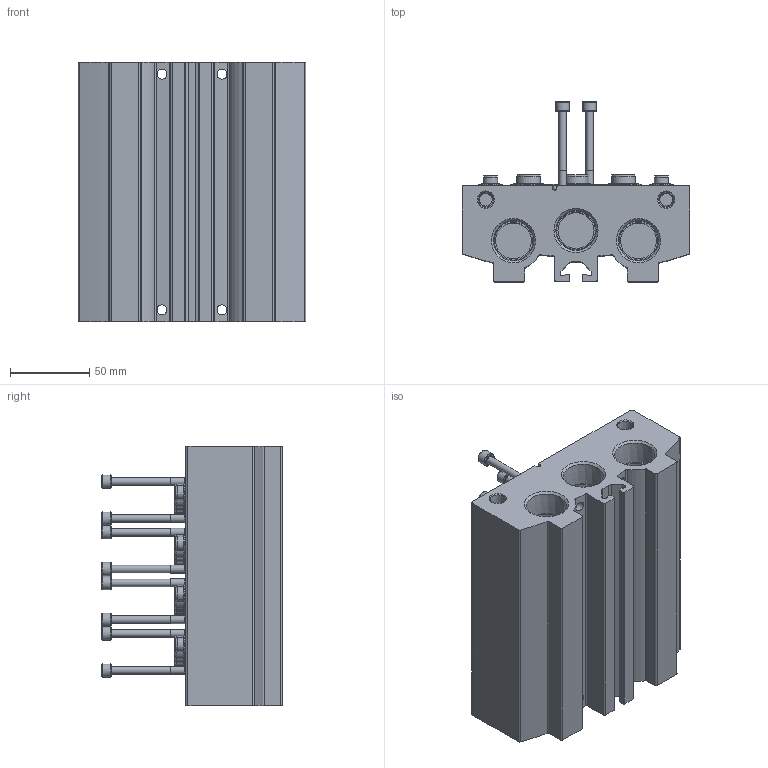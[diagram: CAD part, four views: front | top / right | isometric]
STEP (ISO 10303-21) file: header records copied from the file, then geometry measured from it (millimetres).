
FILE_DESCRIPTION(/* description */ ('STEP AP214'),/* implementation_level */ '2;1');
FILE_NAME(/* name */ '8026370_VABM-B10-30E-N34-4',/* time_stamp */ '2024-09-15T22:48:32+02:00',/* author */ ('License CC BY-ND 4.0'),/* organization */ ('CADENAS'),/* preprocessor_version */ 'ST-DEVELOPER v19.3',/* originating_system */ 'PARTsolutions',/* authorisation */ ' ');
FILE_SCHEMA (('AUTOMOTIVE_DESIGN {1 0 10303 214 3 1 1}'));
Length unit declared in the file: millimetre
Products named in the file (7): 8026370 VABM-B10-30E-N34-4; 8026370 VABM-B10-30E-N34-4---(M); 1658619 VUVS-G3-3---(S); 2191444 F-M5x60-10.9; 1354302 VUVS-G18---(S); 31786 B-3/4-NPT---(Plug); 173985 B-1/8-NPT---(Plug)
Assembly tree (26 placements, depth 2):
  8026370 VABM-B10-30E-N34-4
    8026370 VABM-B10-30E-N34-4---(M)
    1658619 VUVS-G3-3---(S)  x4
    2191444 F-M5x60-10.9  x8
    1354302 VUVS-G18---(S)  x8
    31786 B-3/4-NPT---(Plug)  x3
    173985 B-1/8-NPT---(Plug)  x2
Bounding box: 144 x 113.9 x 164 mm (x, y, z)
Volume: 1012828.9 mm3; surface area: 193790.3 mm2
Topology: 26 solids, 26 shells, 1054 faces, 2514 edges, 1603 vertices
Faces by surface type: plane 512, cylinder 287, cone 207, torus 48
Full cylindrical faces by diameter (mm): 3.5 x1, 4.134 x11, 4.366 x2, 4.75 x8, 5 x8, 5.5 x8, 6 x8, 6.3 x4, 8.2 x2, 8.5 x8, 8.9 x8, 9 x12, 10.8 x8, 12 x12, 14.288 x3, 15 x8, 15.1 x12, 18.1 x12, 22.8 x3
Entity records: 12657 total; most frequent: CARTESIAN_POINT 2435, DIRECTION 2128, ORIENTED_EDGE 1800, EDGE_CURVE 900, AXIS2_PLACEMENT_3D 817, FACE_BOUND 692, EDGE_LOOP 678, VERTEX_POINT 674
